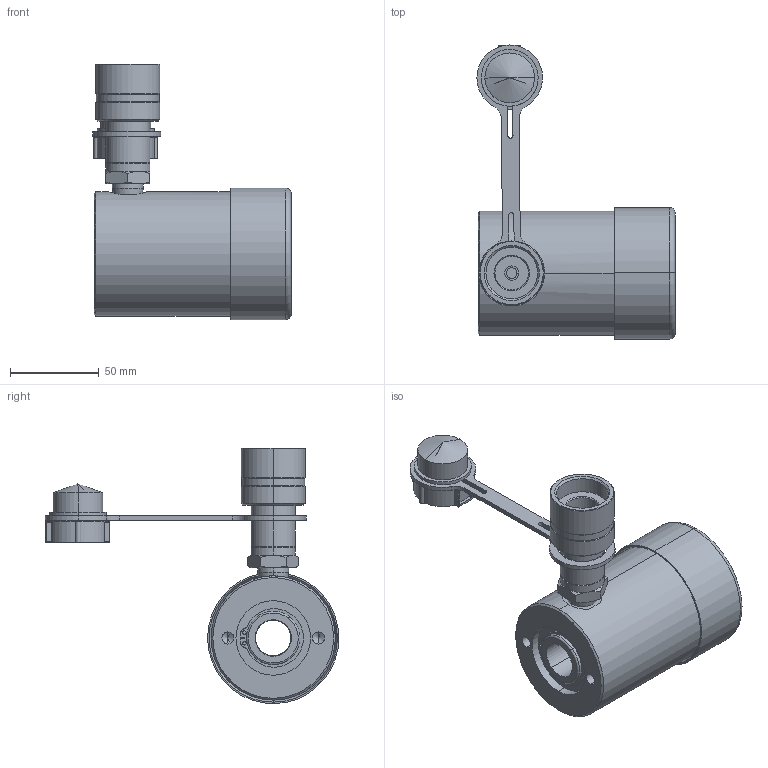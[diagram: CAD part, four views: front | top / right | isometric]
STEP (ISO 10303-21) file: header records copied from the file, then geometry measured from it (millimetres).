
FILE_DESCRIPTION (( 'STEP AP214' ), '1' );
FILE_NAME ('HHS101.STEP', '2016-04-14T12:55:34', ( '' ), ( '' ), 'SwSTEP 2.0', 'SolidWorks 2016', '' );
FILE_SCHEMA (( 'AUTOMOTIVE_DESIGN' ));
Length unit declared in the file: millimetre
Products named in the file (17): FFC004RC001; PPC1; CF1; STC030CA001; SPC053CB002; HA102; SRC038SE004_default; SFC030VA001; PRC054HB002; CBC054HB001; HHS101; PTP###T####_PTP070TP015; A1 WIPER_SEC038XE002; BACK UP RING_SEC030BE001; O-RING_SEC030RE001; ROD TEE SEAL_SEC030GE001; PISTON TEE SEAL_SEC054GA001
Assembly tree (17 placements, depth 2):
  HHS101
    CBC054HB001
    PRC054HB002
    SFC030VA001
    SRC038SE004_default
    HA102
    SPC053CB002
    STC030CA001  x2
    CF1
    PPC1
    FFC004RC001
    PISTON TEE SEAL_SEC054GA001
    ROD TEE SEAL_SEC030GE001
    O-RING_SEC030RE001
    BACK UP RING_SEC030BE001
    A1 WIPER_SEC038XE002
    PTP###T####_PTP070TP015
Bounding box: 111.63 x 165.49 x 143.8 mm (x, y, z)
Volume: 393825.3 mm3; surface area: 162811.7 mm2
Topology: 17 solids, 17 shells, 522 faces, 1169 edges, 729 vertices
Faces by surface type: cylinder 247, plane 144, cone 85, torus 44, bspline 2
Entity records: 16859 total; most frequent: CARTESIAN_POINT 4093, DIRECTION 2683, ORIENTED_EDGE 2188, AXIS2_PLACEMENT_3D 1139, EDGE_CURVE 1094, VERTEX_POINT 689, CIRCLE 621, EDGE_LOOP 595
